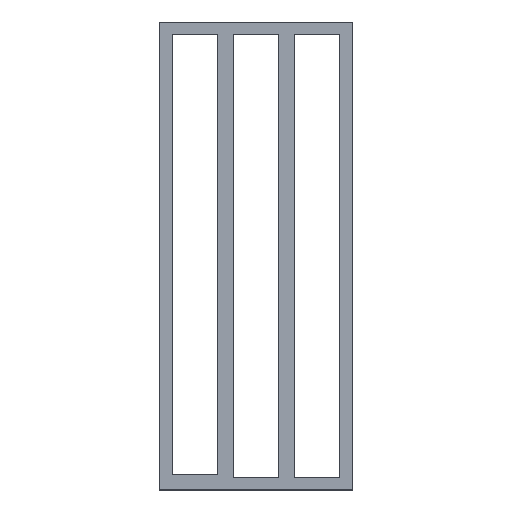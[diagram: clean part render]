
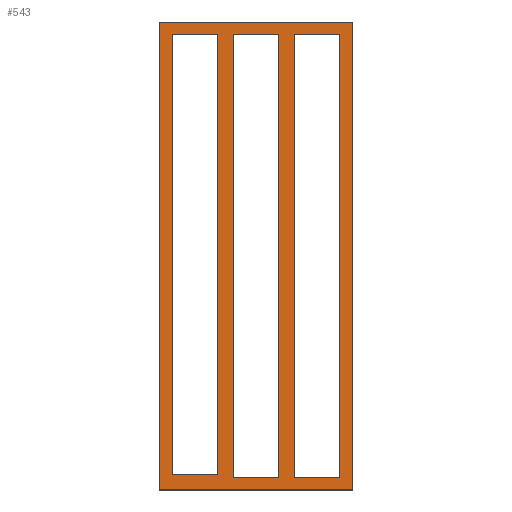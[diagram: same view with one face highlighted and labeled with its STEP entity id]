
A CAD part, top view. The second image highlights one B-rep face of the part: STEP entity #543.
In plain terms, the highlighted planar face has unit normal (0, 0, 1).
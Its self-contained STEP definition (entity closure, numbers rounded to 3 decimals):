
#24 = VERTEX_POINT('',#25);
#25 = CARTESIAN_POINT('',(48.25,38.75,31.5));
#31 = EDGE_CURVE('',#24,#32,#34,.T.);
#32 = VERTEX_POINT('',#33);
#33 = CARTESIAN_POINT('',(10.25,38.75,31.5));
#34 = LINE('',#35,#36);
#35 = CARTESIAN_POINT('',(48.25,38.75,31.5));
#36 = VECTOR('',#37,1.);
#37 = DIRECTION('',(-1.,0.,0.));
#62 = EDGE_CURVE('',#32,#63,#65,.T.);
#63 = VERTEX_POINT('',#64);
#64 = CARTESIAN_POINT('',(10.25,130.75,31.5));
#65 = LINE('',#66,#67);
#66 = CARTESIAN_POINT('',(10.25,38.75,31.5));
#67 = VECTOR('',#68,1.);
#68 = DIRECTION('',(0.,1.,0.));
#93 = EDGE_CURVE('',#63,#94,#96,.T.);
#94 = VERTEX_POINT('',#95);
#95 = CARTESIAN_POINT('',(48.25,130.75,31.5));
#96 = LINE('',#97,#98);
#97 = CARTESIAN_POINT('',(10.25,130.75,31.5));
#98 = VECTOR('',#99,1.);
#99 = DIRECTION('',(1.,0.,0.));
#124 = EDGE_CURVE('',#94,#24,#125,.T.);
#125 = LINE('',#126,#127);
#126 = CARTESIAN_POINT('',(48.25,130.75,31.5));
#127 = VECTOR('',#128,1.);
#128 = DIRECTION('',(0.,-1.,0.));
#148 = VERTEX_POINT('',#149);
#149 = CARTESIAN_POINT('',(36.75,128.25,31.5));
#155 = EDGE_CURVE('',#148,#156,#158,.T.);
#156 = VERTEX_POINT('',#157);
#157 = CARTESIAN_POINT('',(45.75,128.25,31.5));
#158 = LINE('',#159,#160);
#159 = CARTESIAN_POINT('',(36.75,128.25,31.5));
#160 = VECTOR('',#161,1.);
#161 = DIRECTION('',(1.,0.,0.));
#186 = EDGE_CURVE('',#156,#187,#189,.T.);
#187 = VERTEX_POINT('',#188);
#188 = CARTESIAN_POINT('',(45.75,41.25,31.5));
#189 = LINE('',#190,#191);
#190 = CARTESIAN_POINT('',(45.75,128.25,31.5));
#191 = VECTOR('',#192,1.);
#192 = DIRECTION('',(0.,-1.,0.));
#217 = EDGE_CURVE('',#187,#218,#220,.T.);
#218 = VERTEX_POINT('',#219);
#219 = CARTESIAN_POINT('',(36.75,41.25,31.5));
#220 = LINE('',#221,#222);
#221 = CARTESIAN_POINT('',(45.75,41.25,31.5));
#222 = VECTOR('',#223,1.);
#223 = DIRECTION('',(-1.,0.,0.));
#248 = EDGE_CURVE('',#218,#148,#249,.T.);
#249 = LINE('',#250,#251);
#250 = CARTESIAN_POINT('',(36.75,41.25,31.5));
#251 = VECTOR('',#252,1.);
#252 = DIRECTION('',(0.,1.,0.));
#272 = VERTEX_POINT('',#273);
#273 = CARTESIAN_POINT('',(24.75,128.25,31.5));
#279 = EDGE_CURVE('',#272,#280,#282,.T.);
#280 = VERTEX_POINT('',#281);
#281 = CARTESIAN_POINT('',(33.75,128.25,31.5));
#282 = LINE('',#283,#284);
#283 = CARTESIAN_POINT('',(24.75,128.25,31.5));
#284 = VECTOR('',#285,1.);
#285 = DIRECTION('',(1.,0.,0.));
#310 = EDGE_CURVE('',#280,#311,#313,.T.);
#311 = VERTEX_POINT('',#312);
#312 = CARTESIAN_POINT('',(33.75,41.25,31.5));
#313 = LINE('',#314,#315);
#314 = CARTESIAN_POINT('',(33.75,128.25,31.5));
#315 = VECTOR('',#316,1.);
#316 = DIRECTION('',(0.,-1.,0.));
#341 = EDGE_CURVE('',#311,#342,#344,.T.);
#342 = VERTEX_POINT('',#343);
#343 = CARTESIAN_POINT('',(24.75,41.25,31.5));
#344 = LINE('',#345,#346);
#345 = CARTESIAN_POINT('',(33.75,41.25,31.5));
#346 = VECTOR('',#347,1.);
#347 = DIRECTION('',(-1.,0.,0.));
#372 = EDGE_CURVE('',#342,#272,#373,.T.);
#373 = LINE('',#374,#375);
#374 = CARTESIAN_POINT('',(24.75,41.25,31.5));
#375 = VECTOR('',#376,1.);
#376 = DIRECTION('',(0.,1.,0.));
#396 = VERTEX_POINT('',#397);
#397 = CARTESIAN_POINT('',(12.75,128.25,31.5));
#403 = EDGE_CURVE('',#396,#404,#406,.T.);
#404 = VERTEX_POINT('',#405);
#405 = CARTESIAN_POINT('',(21.75,128.25,31.5));
#406 = LINE('',#407,#408);
#407 = CARTESIAN_POINT('',(12.75,128.25,31.5));
#408 = VECTOR('',#409,1.);
#409 = DIRECTION('',(1.,0.,0.));
#434 = EDGE_CURVE('',#404,#435,#437,.T.);
#435 = VERTEX_POINT('',#436);
#436 = CARTESIAN_POINT('',(21.75,41.75,31.5));
#437 = LINE('',#438,#439);
#438 = CARTESIAN_POINT('',(21.75,128.25,31.5));
#439 = VECTOR('',#440,1.);
#440 = DIRECTION('',(0.,-1.,0.));
#465 = EDGE_CURVE('',#435,#466,#468,.T.);
#466 = VERTEX_POINT('',#467);
#467 = CARTESIAN_POINT('',(12.75,41.75,31.5));
#468 = LINE('',#469,#470);
#469 = CARTESIAN_POINT('',(21.75,41.75,31.5));
#470 = VECTOR('',#471,1.);
#471 = DIRECTION('',(-1.,0.,0.));
#496 = EDGE_CURVE('',#466,#396,#497,.T.);
#497 = LINE('',#498,#499);
#498 = CARTESIAN_POINT('',(12.75,41.75,31.5));
#499 = VECTOR('',#500,1.);
#500 = DIRECTION('',(0.,1.,0.));
#543 = ADVANCED_FACE('',(#544,#550,#556,#562),#568,.T.);
#544 = FACE_BOUND('',#545,.F.);
#545 = EDGE_LOOP('',(#546,#547,#548,#549));
#546 = ORIENTED_EDGE('',*,*,#31,.T.);
#547 = ORIENTED_EDGE('',*,*,#62,.T.);
#548 = ORIENTED_EDGE('',*,*,#93,.T.);
#549 = ORIENTED_EDGE('',*,*,#124,.T.);
#550 = FACE_BOUND('',#551,.T.);
#551 = EDGE_LOOP('',(#552,#553,#554,#555));
#552 = ORIENTED_EDGE('',*,*,#155,.T.);
#553 = ORIENTED_EDGE('',*,*,#186,.T.);
#554 = ORIENTED_EDGE('',*,*,#217,.T.);
#555 = ORIENTED_EDGE('',*,*,#248,.T.);
#556 = FACE_BOUND('',#557,.T.);
#557 = EDGE_LOOP('',(#558,#559,#560,#561));
#558 = ORIENTED_EDGE('',*,*,#279,.T.);
#559 = ORIENTED_EDGE('',*,*,#310,.T.);
#560 = ORIENTED_EDGE('',*,*,#341,.T.);
#561 = ORIENTED_EDGE('',*,*,#372,.T.);
#562 = FACE_BOUND('',#563,.T.);
#563 = EDGE_LOOP('',(#564,#565,#566,#567));
#564 = ORIENTED_EDGE('',*,*,#403,.T.);
#565 = ORIENTED_EDGE('',*,*,#434,.T.);
#566 = ORIENTED_EDGE('',*,*,#465,.T.);
#567 = ORIENTED_EDGE('',*,*,#496,.T.);
#568 = PLANE('',#569);
#569 = AXIS2_PLACEMENT_3D('',#570,#571,#572);
#570 = CARTESIAN_POINT('',(29.264,84.807,31.5));
#571 = DIRECTION('',(0.,0.,1.));
#572 = DIRECTION('',(1.,0.,0.));
